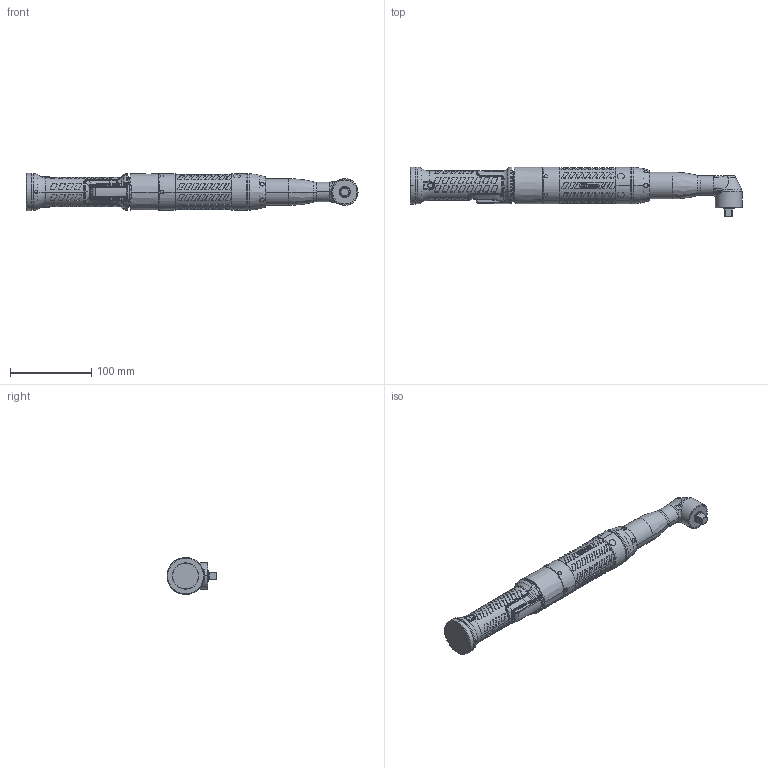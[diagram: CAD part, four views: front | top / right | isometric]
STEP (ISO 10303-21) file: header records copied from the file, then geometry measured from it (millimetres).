
FILE_DESCRIPTION((''),'2;1');
FILE_NAME('28_ASM','2017-03-27T',('D0L91'),(''),'CREO PARAMETRIC BY PTC INC, 2016050','CREO PARAMETRIC BY PTC INC, 2016050','');
FILE_SCHEMA(('CONFIG_CONTROL_DESIGN'));
Products named in the file (9): PRT0002_1_1; PRT0002_1_2; PRT0002_1_3; PRT0002_1_4; PRT0002_1_5; PRT0002_1_6; PRT0002_1_7; PRT0002_1_ASM; 28_ASM
Assembly tree (8 placements, depth 3):
  28_ASM
    PRT0002_1_ASM
      PRT0002_1_1
      PRT0002_1_2
      PRT0002_1_3
      PRT0002_1_4
      PRT0002_1_5
      PRT0002_1_6
      PRT0002_1_7
Bounding box: 408.19 x 61.42 x 45.55 mm (x, y, z)
Volume: 182846.9 mm3; surface area: 161830.5 mm2
Topology: 7 solids, 7 shells, 4843 faces, 12188 edges, 7445 vertices
Faces by surface type: bspline 1580, cylinder 1376, plane 911, extrusion 602, cone 220, torus 141, sphere 13
Entity records: 223047 total; most frequent: CARTESIAN_POINT 123008, ORIENTED_EDGE 24338, DIRECTION 14923, EDGE_CURVE 12169, VERTEX_POINT 7445, B_SPLINE_CURVE_WITH_KNOTS 6399, AXIS2_PLACEMENT_3D 5264, EDGE_LOOP 5066
